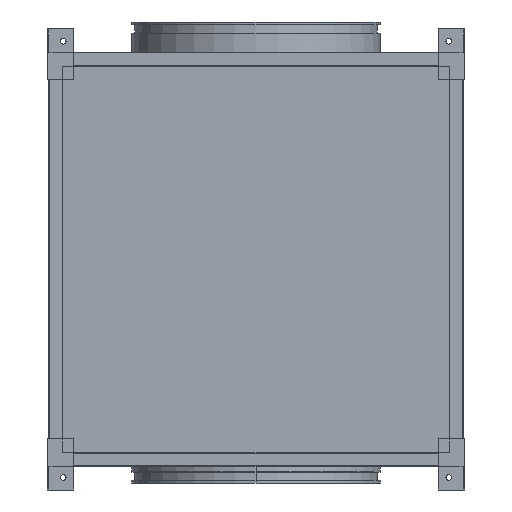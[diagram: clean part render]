
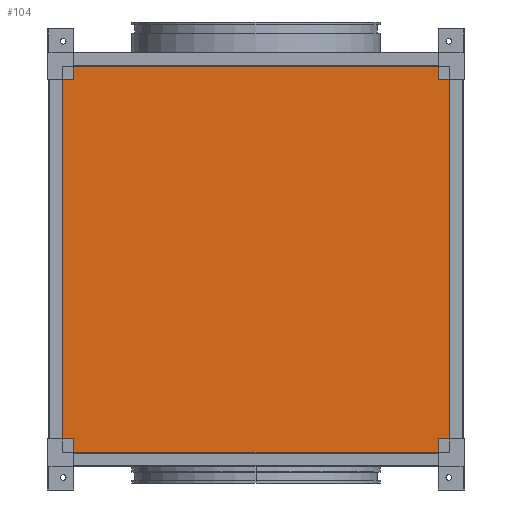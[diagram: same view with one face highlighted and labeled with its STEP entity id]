
A CAD part, front view. The second image highlights one B-rep face of the part: STEP entity #104.
In plain terms, the highlighted planar face has unit normal (0, -1, 0).
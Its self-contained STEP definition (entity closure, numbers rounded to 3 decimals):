
#56 = EDGE_CURVE ( 'NONE', #57, #81, #1321, .T. ) ;
#57 = VERTEX_POINT ( 'NONE', #1317 ) ;
#81 = VERTEX_POINT ( 'NONE', #1337 ) ;
#102 = EDGE_CURVE ( 'NONE', #81, #113, #1379, .T. ) ;
#104 = ADVANCED_FACE ( 'NONE', ( #1375 ), #1373, .T. ) ;
#105 = EDGE_LOOP ( 'NONE', ( #106, #107, #108, #109 ) ) ;
#106 = ORIENTED_EDGE ( 'NONE', *, *, #56, .T. ) ;
#107 = ORIENTED_EDGE ( 'NONE', *, *, #102, .T. ) ;
#108 = ORIENTED_EDGE ( 'NONE', *, *, #112, .T. ) ;
#109 = ORIENTED_EDGE ( 'NONE', *, *, #124, .T. ) ;
#112 = EDGE_CURVE ( 'NONE', #113, #125, #1374, .T. ) ;
#113 = VERTEX_POINT ( 'NONE', #1365 ) ;
#124 = EDGE_CURVE ( 'NONE', #125, #57, #1410, .T. ) ;
#125 = VERTEX_POINT ( 'NONE', #1406 ) ;
#1317 = CARTESIAN_POINT ( 'NONE',  ( -350., -372., 350. ) ) ;
#1318 = DIRECTION ( 'NONE',  ( 0., 0., -1. ) ) ;
#1319 = VECTOR ( 'NONE', #1318, 1000. ) ;
#1320 = CARTESIAN_POINT ( 'NONE',  ( -350., -372., 350. ) ) ;
#1321 = LINE ( 'NONE', #1320, #1319 ) ;
#1337 = CARTESIAN_POINT ( 'NONE',  ( -350., -372., -350. ) ) ;
#1365 = CARTESIAN_POINT ( 'NONE',  ( 350., -372., -350. ) ) ;
#1366 = DIRECTION ( 'NONE',  ( 0., 0., 1. ) ) ;
#1367 = VECTOR ( 'NONE', #1366, 1000. ) ;
#1368 = CARTESIAN_POINT ( 'NONE',  ( 350., -372., -350. ) ) ;
#1369 = DIRECTION ( 'NONE',  ( 0., 0., -1. ) ) ;
#1370 = DIRECTION ( 'NONE',  ( 0., -1., 0. ) ) ;
#1371 = CARTESIAN_POINT ( 'NONE',  ( -350., -372., -350. ) ) ;
#1372 = AXIS2_PLACEMENT_3D ( 'NONE', #1371, #1370, #1369 ) ;
#1373 = PLANE ( 'NONE',  #1372 ) ;
#1374 = LINE ( 'NONE', #1368, #1367 ) ;
#1375 = FACE_OUTER_BOUND ( 'NONE', #105, .T. ) ;
#1376 = DIRECTION ( 'NONE',  ( 1., 0., 0. ) ) ;
#1377 = VECTOR ( 'NONE', #1376, 1000. ) ;
#1378 = CARTESIAN_POINT ( 'NONE',  ( -350., -372., -350. ) ) ;
#1379 = LINE ( 'NONE', #1378, #1377 ) ;
#1406 = CARTESIAN_POINT ( 'NONE',  ( 350., -372., 350. ) ) ;
#1407 = DIRECTION ( 'NONE',  ( -1., 0., 0. ) ) ;
#1408 = VECTOR ( 'NONE', #1407, 1000. ) ;
#1409 = CARTESIAN_POINT ( 'NONE',  ( 350., -372., 350. ) ) ;
#1410 = LINE ( 'NONE', #1409, #1408 ) ;
